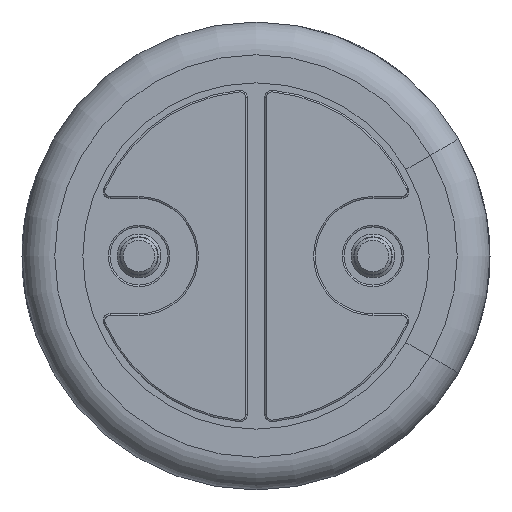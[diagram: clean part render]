
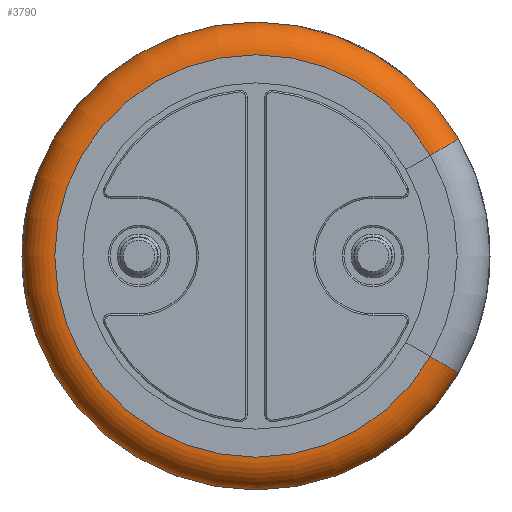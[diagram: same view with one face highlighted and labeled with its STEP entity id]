
A CAD part, front view. The second image highlights one B-rep face of the part: STEP entity #3790.
In plain terms, the highlighted toroidal (fillet/blend) face has major radius 2.15 mm and minor radius 0.35 mm.
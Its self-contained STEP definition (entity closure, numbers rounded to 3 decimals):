
#286=CIRCLE('',#4160,0.35);
#288=CIRCLE('',#4162,0.35);
#290=CIRCLE('',#4166,2.15);
#293=CIRCLE('',#4170,2.5);
#333=TOROIDAL_SURFACE('',#4169,2.15,0.35);
#477=FACE_OUTER_BOUND('',#657,.T.);
#657=EDGE_LOOP('',(#3359,#3360,#3361,#3362));
#1654=VERTEX_POINT('',#7608);
#1655=VERTEX_POINT('',#7610);
#1661=VERTEX_POINT('',#7656);
#1662=VERTEX_POINT('',#7658);
#2236=EDGE_CURVE('',#1654,#1661,#286,.T.);
#2238=EDGE_CURVE('',#1655,#1662,#288,.T.);
#2242=EDGE_CURVE('',#1661,#1662,#290,.T.);
#2245=EDGE_CURVE('',#1654,#1655,#293,.T.);
#3359=ORIENTED_EDGE('',*,*,#2236,.F.);
#3360=ORIENTED_EDGE('',*,*,#2245,.T.);
#3361=ORIENTED_EDGE('',*,*,#2238,.T.);
#3362=ORIENTED_EDGE('',*,*,#2242,.F.);
#3790=ADVANCED_FACE('',(#477),#333,.T.);
#4160=AXIS2_PLACEMENT_3D('',#7657,#5024,#5025);
#4162=AXIS2_PLACEMENT_3D('',#7660,#5028,#5029);
#4166=AXIS2_PLACEMENT_3D('',#7668,#5038,#5039);
#4169=AXIS2_PLACEMENT_3D('',#7672,#5044,#5045);
#4170=AXIS2_PLACEMENT_3D('',#7673,#5046,#5047);
#5024=DIRECTION('center_axis',(0.5,0.,-0.866));
#5025=DIRECTION('ref_axis',(0.,1.,0.));
#5028=DIRECTION('center_axis',(-0.5,0.,-0.866));
#5029=DIRECTION('ref_axis',(0.866,0.,-0.5));
#5038=DIRECTION('center_axis',(0.,-1.,0.));
#5039=DIRECTION('ref_axis',(1.,0.,0.));
#5044=DIRECTION('center_axis',(0.,-1.,0.));
#5045=DIRECTION('ref_axis',(-1.,0.,0.));
#5046=DIRECTION('center_axis',(0.,-1.,0.));
#5047=DIRECTION('ref_axis',(1.,0.,0.));
#7608=CARTESIAN_POINT('',(2.165,0.35,1.25));
#7610=CARTESIAN_POINT('',(2.165,0.35,-1.25));
#7656=CARTESIAN_POINT('',(1.862,0.,1.075));
#7657=CARTESIAN_POINT('Origin',(1.862,0.35,1.075));
#7658=CARTESIAN_POINT('',(1.862,0.,-1.075));
#7660=CARTESIAN_POINT('Origin',(1.862,0.35,-1.075));
#7668=CARTESIAN_POINT('Origin',(0.,0.,0.));
#7672=CARTESIAN_POINT('Origin',(0.,0.35,0.));
#7673=CARTESIAN_POINT('Origin',(0.,0.35,0.));
